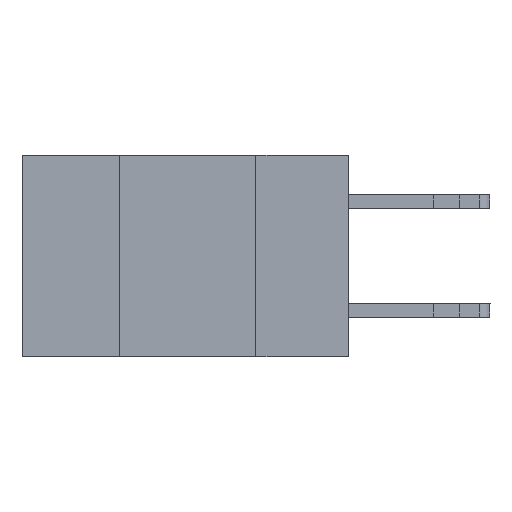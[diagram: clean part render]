
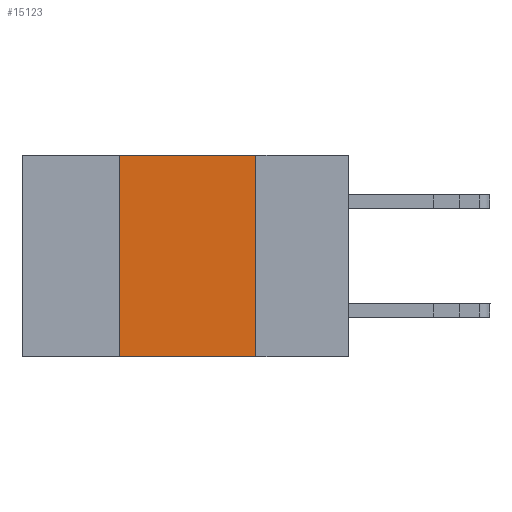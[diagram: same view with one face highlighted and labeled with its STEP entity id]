
A CAD part, left-side view. The second image highlights one B-rep face of the part: STEP entity #15123.
In plain terms, the highlighted planar face has unit normal (-1, 0, 0).
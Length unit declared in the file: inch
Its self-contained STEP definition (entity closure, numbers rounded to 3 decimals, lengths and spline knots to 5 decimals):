
#208 = CARTESIAN_POINT ( 'NONE',  ( 0., 0.6, 0. ) ) ;
#385 = AXIS2_PLACEMENT_3D ( 'NONE', #208, #11877, #4008 ) ;
#1123 = LINE ( 'NONE', #15108, #10250 ) ;
#1659 = FACE_OUTER_BOUND ( 'NONE', #3284, .T. ) ;
#2636 = ORIENTED_EDGE ( 'NONE', *, *, #15668, .F. ) ;
#2702 = EDGE_CURVE ( 'NONE', #6683, #8702, #15438, .T. ) ;
#2734 = DIRECTION ( 'NONE',  ( 0., 0., 1. ) ) ;
#2753 = PLANE ( 'NONE',  #385 ) ;
#3031 = LINE ( 'NONE', #9232, #9573 ) ;
#3046 = ORIENTED_EDGE ( 'NONE', *, *, #2702, .T. ) ;
#3284 = EDGE_LOOP ( 'NONE', ( #8710, #15850, #2636, #3046 ) ) ;
#3919 = CARTESIAN_POINT ( 'NONE',  ( 0., 0.17, 0. ) ) ;
#4008 = DIRECTION ( 'NONE',  ( 0., 0., -1. ) ) ;
#5168 = CARTESIAN_POINT ( 'NONE',  ( 0., 0.42, 0. ) ) ;
#5684 = LINE ( 'NONE', #14576, #8800 ) ;
#5852 = EDGE_CURVE ( 'NONE', #6800, #8123, #5684, .T. ) ;
#6072 = DIRECTION ( 'NONE',  ( 0., 0., -1. ) ) ;
#6683 = VERTEX_POINT ( 'NONE', #6860 ) ;
#6800 = VERTEX_POINT ( 'NONE', #5168 ) ;
#6860 = CARTESIAN_POINT ( 'NONE',  ( 0., 0.42, -0.37 ) ) ;
#8123 = VERTEX_POINT ( 'NONE', #3919 ) ;
#8702 = VERTEX_POINT ( 'NONE', #10472 ) ;
#8710 = ORIENTED_EDGE ( 'NONE', *, *, #12988, .F. ) ;
#8800 = VECTOR ( 'NONE', #15917, 39.37008 ) ;
#9232 = CARTESIAN_POINT ( 'NONE',  ( 0., 0.42, -0.37 ) ) ;
#9573 = VECTOR ( 'NONE', #2734, 39.37008 ) ;
#10250 = VECTOR ( 'NONE', #6072, 39.37008 ) ;
#10472 = CARTESIAN_POINT ( 'NONE',  ( 0., 0.17, -0.37 ) ) ;
#11655 = DIRECTION ( 'NONE',  ( 0., -1., 0. ) ) ;
#11770 = VECTOR ( 'NONE', #11655, 39.37008 ) ;
#11877 = DIRECTION ( 'NONE',  ( 1., 0., 0. ) ) ;
#11895 = CARTESIAN_POINT ( 'NONE',  ( 0., 0.6, -0.37 ) ) ;
#12988 = EDGE_CURVE ( 'NONE', #8123, #8702, #1123, .T. ) ;
#14576 = CARTESIAN_POINT ( 'NONE',  ( 0., 0.6, 0. ) ) ;
#15108 = CARTESIAN_POINT ( 'NONE',  ( 0., 0.17, -0.37 ) ) ;
#15123 = ADVANCED_FACE ( 'NONE', ( #1659 ), #2753, .F. ) ;
#15438 = LINE ( 'NONE', #11895, #11770 ) ;
#15668 = EDGE_CURVE ( 'NONE', #6683, #6800, #3031, .T. ) ;
#15850 = ORIENTED_EDGE ( 'NONE', *, *, #5852, .F. ) ;
#15917 = DIRECTION ( 'NONE',  ( 0., -1., 0. ) ) ;
